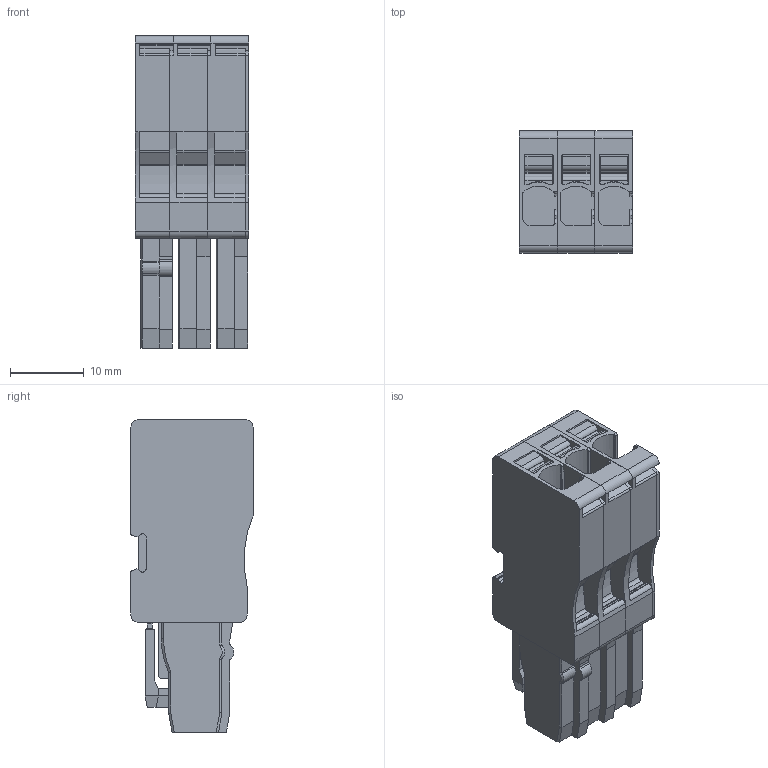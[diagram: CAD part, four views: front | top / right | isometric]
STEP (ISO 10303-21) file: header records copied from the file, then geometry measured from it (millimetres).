
FILE_DESCRIPTION(('CATIA V5 STEP Exchange','CAx-IF Rec.Pracs.--- Model Styling and Organization---1.4--- 2014-01-23'),'2;1');
FILE_NAME ('1177883-8_1', '2020-01-13T07:40:38+00:00', ('none'), ('Weidmueller'), 'CATIA Version 5-6 Release 2016 SP3 HF44', 'CATIA V5 STEP AP214', 'none');
FILE_SCHEMA(('AUTOMOTIVE_DESIGN { 1 0 10303 214 1 1 1 1 }'));
Length unit declared in the file: millimetre
Products named in the file (1): 2712740000
Bounding box: 15.3 x 16.5 x 42.25 mm (x, y, z)
Volume: 7186.5 mm3; surface area: 7244.8 mm2
Topology: 7 solids, 7 shells, 1034 faces, 2879 edges, 1886 vertices
Faces by surface type: plane 565, cylinder 368, extrusion 39, cone 34, torus 28
Entity records: 33309 total; most frequent: CARTESIAN_POINT 7315, ORIENTED_EDGE 5758, DIRECTION 4528, EDGE_CURVE 2879, VECTOR 2025, LINE 1986, VERTEX_POINT 1886, AXIS2_PLACEMENT_3D 1613
